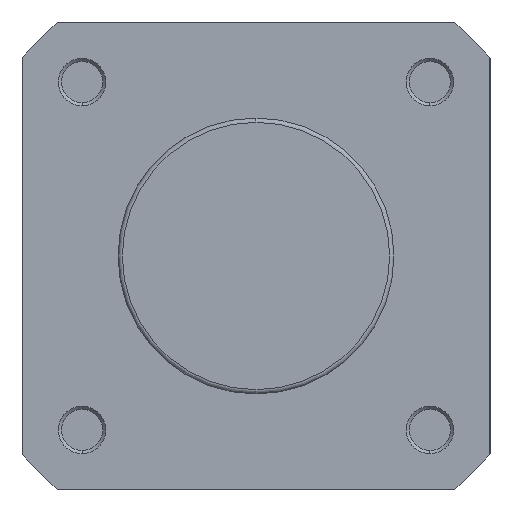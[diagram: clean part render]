
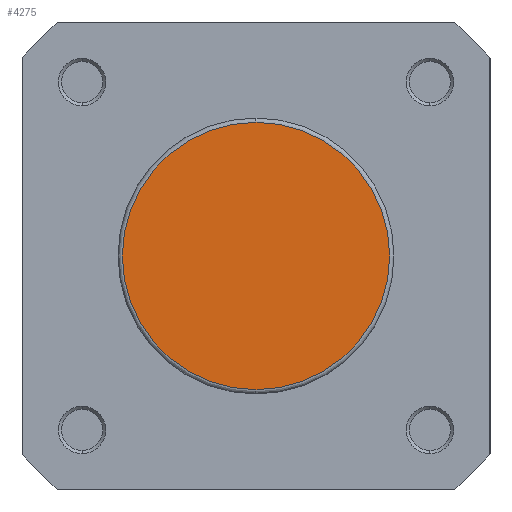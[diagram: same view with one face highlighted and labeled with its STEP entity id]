
A CAD part, left-side view. The second image highlights one B-rep face of the part: STEP entity #4275.
In plain terms, the highlighted planar face has unit normal (-1, 0, 0).
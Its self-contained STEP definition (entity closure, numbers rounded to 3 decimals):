
#74 = EDGE_LOOP ( 'NONE', ( #657, #656 ) ) ;
#656 = ORIENTED_EDGE ( 'NONE', *, *, #6270, .T. ) ;
#657 = ORIENTED_EDGE ( 'NONE', *, *, #3535, .T. ) ;
#1149 = VERTEX_POINT ( 'NONE', #4575 ) ;
#1153 = VERTEX_POINT ( 'NONE', #4579 ) ;
#1596 = FACE_OUTER_BOUND ( 'NONE', #74, .T. ) ;
#1942 = CIRCLE ( 'NONE', #5980, 21.7 ) ;
#2386 = CARTESIAN_POINT ( 'NONE',  ( 0., 22.4, 0. ) ) ;
#2387 = PLANE ( 'NONE',  #5883 ) ;
#2389 = DIRECTION ( 'NONE',  ( 1., 0., 0. ) ) ;
#2390 = DIRECTION ( 'NONE',  ( 0., 0., -1. ) ) ;
#3215 = CARTESIAN_POINT ( 'NONE',  ( 0., 0., 0. ) ) ;
#3222 = DIRECTION ( 'NONE',  ( -1., 0., 0. ) ) ;
#3223 = DIRECTION ( 'NONE',  ( 0., 0., -1. ) ) ;
#3535 = EDGE_CURVE ( 'NONE', #1153, #1149, #3773, .T. ) ;
#3773 = CIRCLE ( 'NONE', #5613, 21.7 ) ;
#4275 = ADVANCED_FACE ( 'NONE', ( #1596 ), #2387, .F. ) ;
#4575 = CARTESIAN_POINT ( 'NONE',  ( 0., 0., 21.7 ) ) ;
#4579 = CARTESIAN_POINT ( 'NONE',  ( 0., 0., -21.7 ) ) ;
#4792 = CARTESIAN_POINT ( 'NONE',  ( 0., 0., 0. ) ) ;
#4793 = DIRECTION ( 'NONE',  ( -1., 0., 0. ) ) ;
#4794 = DIRECTION ( 'NONE',  ( 0., 0., -1. ) ) ;
#5613 = AXIS2_PLACEMENT_3D ( 'NONE', #4792, #4793, #4794 ) ;
#5883 = AXIS2_PLACEMENT_3D ( 'NONE', #2386, #2389, #2390 ) ;
#5980 = AXIS2_PLACEMENT_3D ( 'NONE', #3215, #3222, #3223 ) ;
#6270 = EDGE_CURVE ( 'NONE', #1149, #1153, #1942, .T. ) ;
